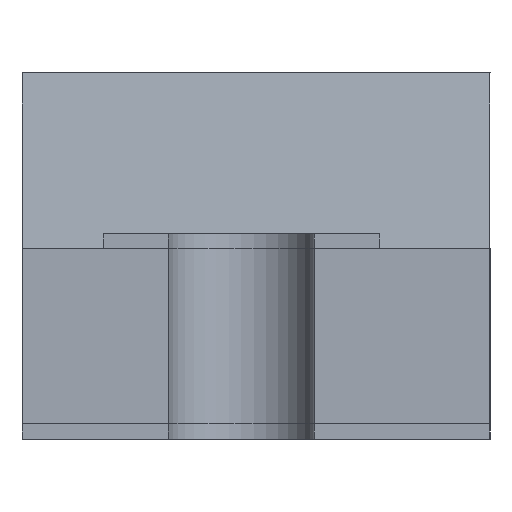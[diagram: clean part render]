
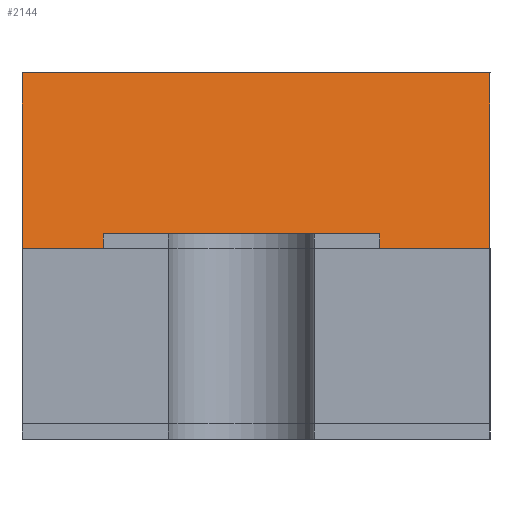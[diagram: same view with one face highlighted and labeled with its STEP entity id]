
A CAD part, left-side view. The second image highlights one B-rep face of the part: STEP entity #2144.
In plain terms, the highlighted planar face has unit normal (-0.986, 0, 0.164).
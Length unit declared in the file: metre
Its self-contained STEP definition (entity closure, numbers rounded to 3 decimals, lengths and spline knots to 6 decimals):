
#1494 = EDGE_CURVE( '', #4209, #4210, #4211, .T. );
#2144 = ADVANCED_FACE( '', ( #5264 ), #5265, .T. );
#2568 = EDGE_CURVE( '', #4649, #5875, #5876, .T. );
#3454 = EDGE_CURVE( '', #4210, #5875, #6959, .T. );
#3578 = EDGE_CURVE( '', #4649, #4209, #7106, .T. );
#4209 = VERTEX_POINT( '', #7898 );
#4210 = VERTEX_POINT( '', #7899 );
#4211 = LINE( '', #7900, #7901 );
#4649 = VERTEX_POINT( '', #8536 );
#5264 = FACE_OUTER_BOUND( '', #9431, .T. );
#5265 = PLANE( '', #9432 );
#5875 = VERTEX_POINT( '', #10373 );
#5876 = LINE( '', #10374, #10375 );
#6959 = LINE( '', #12150, #12151 );
#7106 = LINE( '', #12378, #12379 );
#7898 = CARTESIAN_POINT( '', ( -0.000448, -0.000398, 0.000626 ) );
#7899 = CARTESIAN_POINT( '', ( -0.000448, 0.000402, 0.000626 ) );
#7900 = CARTESIAN_POINT( '', ( -0.000448, 0.000202, 0.000626 ) );
#7901 = VECTOR( '', #13157, 1. );
#8536 = CARTESIAN_POINT( '', ( -0.000498, -0.000398, 0.000326 ) );
#9431 = EDGE_LOOP( '', ( #14369, #14370, #14371, #14372 ) );
#9432 = AXIS2_PLACEMENT_3D( '', #14373, #14374, #14375 );
#10373 = CARTESIAN_POINT( '', ( -0.000498, 0.000402, 0.000326 ) );
#10374 = CARTESIAN_POINT( '', ( -0.000498, 0.000202, 0.000326 ) );
#10375 = VECTOR( '', #15326, 1. );
#12150 = CARTESIAN_POINT( '', ( -0.000492, 0.000402, 0.00036 ) );
#12151 = VECTOR( '', #16764, 1. );
#12378 = CARTESIAN_POINT( '', ( -0.000514, -0.000398, 0.000231 ) );
#12379 = VECTOR( '', #16999, 1. );
#13157 = DIRECTION( '', ( 0., 1., 0. ) );
#14369 = ORIENTED_EDGE( '', *, *, #3578, .T. );
#14370 = ORIENTED_EDGE( '', *, *, #1494, .T. );
#14371 = ORIENTED_EDGE( '', *, *, #3454, .T. );
#14372 = ORIENTED_EDGE( '', *, *, #2568, .F. );
#14373 = CARTESIAN_POINT( '', ( -0.000473, 0.000202, 0.000476 ) );
#14374 = DIRECTION( '', ( -0.986, 0., 0.164 ) );
#14375 = DIRECTION( '', ( 0., 1., 0. ) );
#15326 = DIRECTION( '', ( 0., 1., 0. ) );
#16764 = DIRECTION( '', ( -0.164, 0., -0.986 ) );
#16999 = DIRECTION( '', ( 0.164, 0., 0.986 ) );
